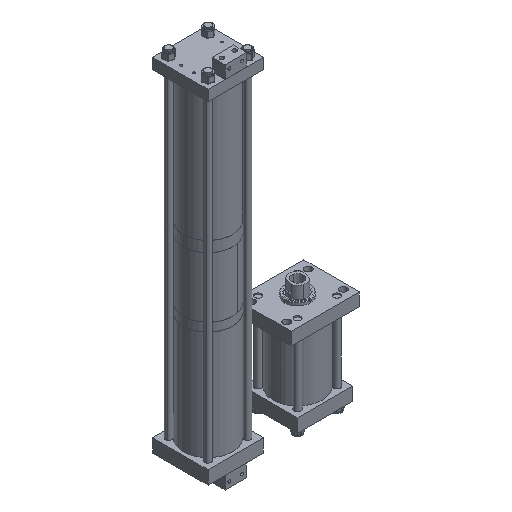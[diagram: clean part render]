
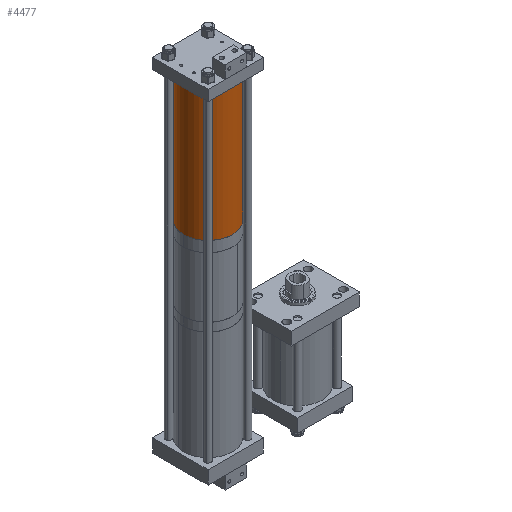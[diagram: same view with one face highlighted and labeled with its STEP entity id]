
A CAD part, isometric view. The second image highlights one B-rep face of the part: STEP entity #4477.
In plain terms, the highlighted cylindrical face has radius 73.025 mm (diameter 146.05 mm), a partial arc.
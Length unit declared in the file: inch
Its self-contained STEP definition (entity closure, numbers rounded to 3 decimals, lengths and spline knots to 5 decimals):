
#371 = ORIENTED_EDGE ( 'NONE', *, *, #4687, .T. ) ;
#907 = LINE ( 'NONE', #12189, #7176 ) ;
#1148 = DIRECTION ( 'NONE',  ( 1., 0., 0. ) ) ;
#1479 = EDGE_CURVE ( 'NONE', #1890, #12456, #8686, .T. ) ;
#1890 = VERTEX_POINT ( 'NONE', #9413 ) ;
#2254 = CARTESIAN_POINT ( 'NONE',  ( 0., 0., 15.32 ) ) ;
#3645 = ORIENTED_EDGE ( 'NONE', *, *, #12334, .F. ) ;
#4160 = VECTOR ( 'NONE', #5588, 39.37008 ) ;
#4253 = CARTESIAN_POINT ( 'NONE',  ( 2.875, 0., 15.32 ) ) ;
#4477 = ADVANCED_FACE ( 'NONE', ( #13790 ), #15312, .T. ) ;
#4489 = AXIS2_PLACEMENT_3D ( 'NONE', #9205, #10407, #15284 ) ;
#4687 = EDGE_CURVE ( 'NONE', #9766, #1890, #907, .T. ) ;
#4758 = DIRECTION ( 'NONE',  ( -1., 0., 0. ) ) ;
#4817 = EDGE_LOOP ( 'NONE', ( #9447, #3645, #371, #6541 ) ) ;
#5588 = DIRECTION ( 'NONE',  ( 0., 0., -1. ) ) ;
#6541 = ORIENTED_EDGE ( 'NONE', *, *, #1479, .T. ) ;
#6634 = CIRCLE ( 'NONE', #9729, 2.875 ) ;
#7035 = LINE ( 'NONE', #11778, #4160 ) ;
#7176 = VECTOR ( 'NONE', #13416, 39.37008 ) ;
#7902 = CARTESIAN_POINT ( 'NONE',  ( -2.875, 0., 15.32 ) ) ;
#8404 = DIRECTION ( 'NONE',  ( 0., 0., 1. ) ) ;
#8686 = CIRCLE ( 'NONE', #4489, 2.875 ) ;
#9205 = CARTESIAN_POINT ( 'NONE',  ( 0., 0., 0. ) ) ;
#9413 = CARTESIAN_POINT ( 'NONE',  ( -2.875, 0., 0. ) ) ;
#9447 = ORIENTED_EDGE ( 'NONE', *, *, #13855, .F. ) ;
#9729 = AXIS2_PLACEMENT_3D ( 'NONE', #11989, #8404, #1148 ) ;
#9766 = VERTEX_POINT ( 'NONE', #7902 ) ;
#10407 = DIRECTION ( 'NONE',  ( 0., 0., 1. ) ) ;
#11778 = CARTESIAN_POINT ( 'NONE',  ( 2.875, 0., 15.32 ) ) ;
#11989 = CARTESIAN_POINT ( 'NONE',  ( 0., 0., 15.32 ) ) ;
#12186 = CARTESIAN_POINT ( 'NONE',  ( 2.875, 0., 0. ) ) ;
#12189 = CARTESIAN_POINT ( 'NONE',  ( -2.875, 0., 15.32 ) ) ;
#12334 = EDGE_CURVE ( 'NONE', #9766, #15702, #6634, .T. ) ;
#12456 = VERTEX_POINT ( 'NONE', #12186 ) ;
#12612 = AXIS2_PLACEMENT_3D ( 'NONE', #2254, #13267, #4758 ) ;
#13267 = DIRECTION ( 'NONE',  ( 0., 0., -1. ) ) ;
#13416 = DIRECTION ( 'NONE',  ( 0., 0., -1. ) ) ;
#13790 = FACE_OUTER_BOUND ( 'NONE', #4817, .T. ) ;
#13855 = EDGE_CURVE ( 'NONE', #15702, #12456, #7035, .T. ) ;
#15284 = DIRECTION ( 'NONE',  ( 1., 0., 0. ) ) ;
#15312 = CYLINDRICAL_SURFACE ( 'NONE', #12612, 2.875 ) ;
#15702 = VERTEX_POINT ( 'NONE', #4253 ) ;
